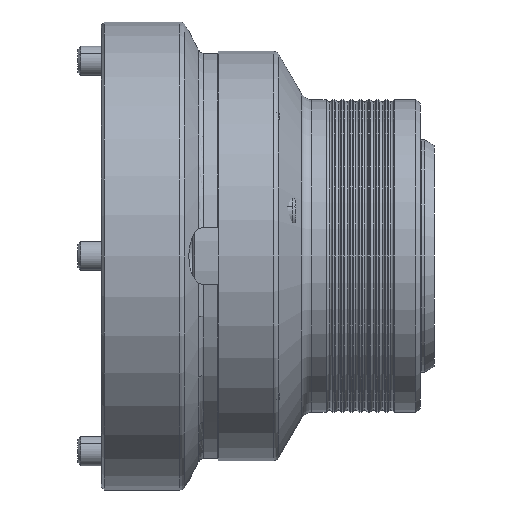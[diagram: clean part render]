
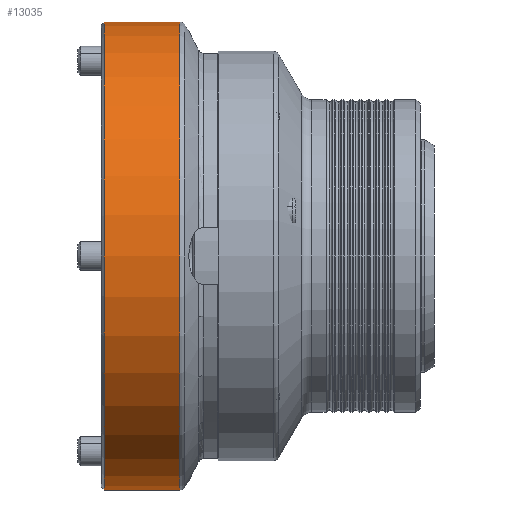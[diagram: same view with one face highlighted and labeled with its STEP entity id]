
A CAD part, front view. The second image highlights one B-rep face of the part: STEP entity #13035.
In plain terms, the highlighted cylindrical face has radius 80 mm (diameter 160 mm), a partial arc.
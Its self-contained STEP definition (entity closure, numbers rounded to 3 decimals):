
#9 = VECTOR ( 'NONE', #4466, 1000. ) ;
#21 = CYLINDRICAL_SURFACE ( 'NONE', #9316, 80. ) ;
#48 = CARTESIAN_POINT ( 'NONE',  ( 1., 0., 80. ) ) ;
#262 = CARTESIAN_POINT ( 'NONE',  ( 26.845, 0., 0. ) ) ;
#790 = ORIENTED_EDGE ( 'NONE', *, *, #8391, .T. ) ;
#850 = VERTEX_POINT ( 'NONE', #2660 ) ;
#2255 = DIRECTION ( 'NONE',  ( 0., 0., -1. ) ) ;
#2660 = CARTESIAN_POINT ( 'NONE',  ( 26.845, 0., 80. ) ) ;
#2979 = CARTESIAN_POINT ( 'NONE',  ( 1., 0., -80. ) ) ;
#4188 = AXIS2_PLACEMENT_3D ( 'NONE', #262, #10730, #2255 ) ;
#4466 = DIRECTION ( 'NONE',  ( -1., 0., 0. ) ) ;
#4599 = DIRECTION ( 'NONE',  ( -1., 0., 0. ) ) ;
#4846 = EDGE_CURVE ( 'NONE', #9543, #9788, #9300, .T. ) ;
#4910 = ORIENTED_EDGE ( 'NONE', *, *, #4846, .F. ) ;
#5385 = DIRECTION ( 'NONE',  ( 1., 0., 0. ) ) ;
#5623 = DIRECTION ( 'NONE',  ( 0., 0., 1. ) ) ;
#6473 = DIRECTION ( 'NONE',  ( -1., 0., 0. ) ) ;
#6687 = EDGE_CURVE ( 'NONE', #8352, #9788, #10684, .T. ) ;
#6890 = VECTOR ( 'NONE', #6473, 1000. ) ;
#7018 = CIRCLE ( 'NONE', #4188, 80. ) ;
#7385 = CARTESIAN_POINT ( 'NONE',  ( 26.845, 0., -80. ) ) ;
#7388 = DIRECTION ( 'NONE',  ( 0., 0., -1. ) ) ;
#8352 = VERTEX_POINT ( 'NONE', #48 ) ;
#8391 = EDGE_CURVE ( 'NONE', #9543, #850, #7018, .T. ) ;
#9292 = AXIS2_PLACEMENT_3D ( 'NONE', #9487, #5385, #7388 ) ;
#9294 = ORIENTED_EDGE ( 'NONE', *, *, #11496, .T. ) ;
#9300 = LINE ( 'NONE', #9793, #9 ) ;
#9316 = AXIS2_PLACEMENT_3D ( 'NONE', #9823, #4599, #5623 ) ;
#9487 = CARTESIAN_POINT ( 'NONE',  ( 1., 0., 0. ) ) ;
#9543 = VERTEX_POINT ( 'NONE', #7385 ) ;
#9652 = LINE ( 'NONE', #12685, #6890 ) ;
#9788 = VERTEX_POINT ( 'NONE', #2979 ) ;
#9793 = CARTESIAN_POINT ( 'NONE',  ( -3.261, 0., -80. ) ) ;
#9823 = CARTESIAN_POINT ( 'NONE',  ( -3.261, 0., 0. ) ) ;
#10684 = CIRCLE ( 'NONE', #9292, 80. ) ;
#10730 = DIRECTION ( 'NONE',  ( -1., 0., 0. ) ) ;
#10937 = FACE_OUTER_BOUND ( 'NONE', #13211, .T. ) ;
#11496 = EDGE_CURVE ( 'NONE', #850, #8352, #9652, .T. ) ;
#12685 = CARTESIAN_POINT ( 'NONE',  ( -3.261, 0., 80. ) ) ;
#13035 = ADVANCED_FACE ( 'NONE', ( #10937 ), #21, .T. ) ;
#13038 = ORIENTED_EDGE ( 'NONE', *, *, #6687, .T. ) ;
#13211 = EDGE_LOOP ( 'NONE', ( #4910, #790, #9294, #13038 ) ) ;
